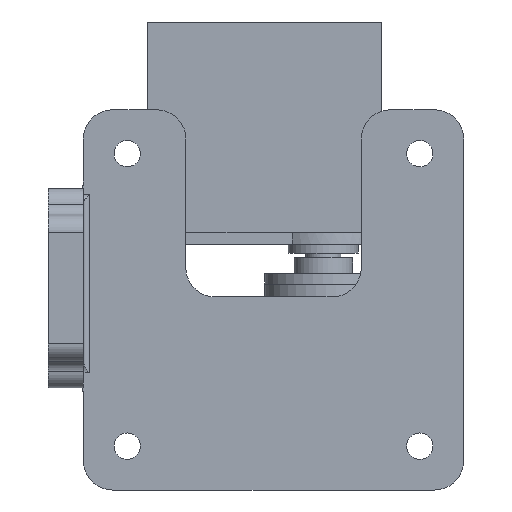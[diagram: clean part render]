
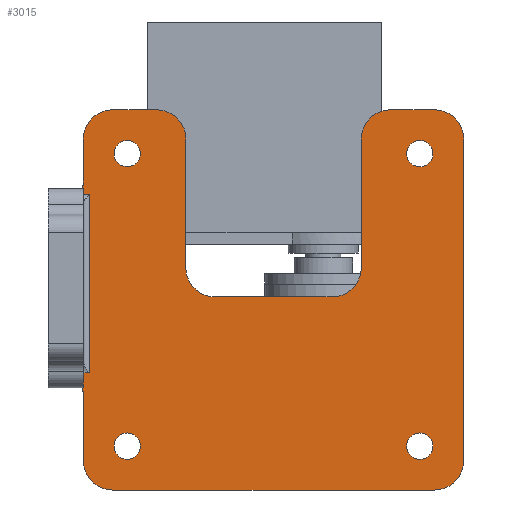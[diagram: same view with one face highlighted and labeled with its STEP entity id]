
A CAD part, front view. The second image highlights one B-rep face of the part: STEP entity #3015.
In plain terms, the highlighted planar face has unit normal (0, -1, 0).
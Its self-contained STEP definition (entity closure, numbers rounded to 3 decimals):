
#435=FACE_BOUND('',#3909,.T.);
#436=FACE_BOUND('',#3910,.T.);
#437=FACE_BOUND('',#3911,.T.);
#438=FACE_BOUND('',#3912,.T.);
#439=FACE_BOUND('',#3913,.T.);
#688=CIRCLE('',#9037,2.25);
#689=CIRCLE('',#9038,2.25);
#690=CIRCLE('',#9039,2.25);
#691=CIRCLE('',#9040,2.25);
#692=CIRCLE('',#9041,6.);
#693=CIRCLE('',#9042,5.);
#694=CIRCLE('',#9043,5.);
#695=CIRCLE('',#9044,5.);
#696=CIRCLE('',#9045,5.);
#697=CIRCLE('',#9046,5.);
#698=CIRCLE('',#9047,5.);
#699=CIRCLE('',#9048,5.);
#700=CIRCLE('',#9049,5.);
#701=CIRCLE('',#9050,6.);
#964=PLANE('',#9051);
#1320=LINE('',#12594,#2189);
#1322=LINE('',#12598,#2191);
#1325=LINE('',#12604,#2194);
#1329=LINE('',#12612,#2198);
#1331=LINE('',#12624,#2200);
#1332=LINE('',#12626,#2201);
#1333=LINE('',#12628,#2202);
#1334=LINE('',#12633,#2203);
#1335=LINE('',#12637,#2204);
#1336=LINE('',#12642,#2205);
#1337=LINE('',#12646,#2206);
#1338=LINE('',#12650,#2207);
#2189=VECTOR('',#10006,1.);
#2191=VECTOR('',#10010,1.);
#2194=VECTOR('',#10015,1.);
#2198=VECTOR('',#10021,1.);
#2200=VECTOR('',#10033,1.);
#2201=VECTOR('',#10034,1.);
#2202=VECTOR('',#10035,1.);
#2203=VECTOR('',#10040,1.);
#2204=VECTOR('',#10043,1.);
#2205=VECTOR('',#10048,1.);
#2206=VECTOR('',#10051,1.);
#2207=VECTOR('',#10054,1.);
#3015=ADVANCED_FACE('',(#435,#436,#437,#438,#439),#964,.F.);
#3909=EDGE_LOOP('',(#4687));
#3910=EDGE_LOOP('',(#4688));
#3911=EDGE_LOOP('',(#4689));
#3912=EDGE_LOOP('',(#4690));
#3913=EDGE_LOOP('',(#4691,#4692,#4693,#4694,#4695,#4696,#4697,#4698,#4699,
#4700,#4701,#4702,#4703,#4704,#4705,#4706,#4707,#4708,#4709,#4710,#4711,
#4712));
#4687=ORIENTED_EDGE('',*,*,#7873,.T.);
#4688=ORIENTED_EDGE('',*,*,#7874,.T.);
#4689=ORIENTED_EDGE('',*,*,#7875,.T.);
#4690=ORIENTED_EDGE('',*,*,#7876,.T.);
#4691=ORIENTED_EDGE('',*,*,#7877,.T.);
#4692=ORIENTED_EDGE('',*,*,#7878,.T.);
#4693=ORIENTED_EDGE('',*,*,#7879,.T.);
#4694=ORIENTED_EDGE('',*,*,#7880,.T.);
#4695=ORIENTED_EDGE('',*,*,#7864,.F.);
#4696=ORIENTED_EDGE('',*,*,#7881,.T.);
#4697=ORIENTED_EDGE('',*,*,#7882,.F.);
#4698=ORIENTED_EDGE('',*,*,#7883,.T.);
#4699=ORIENTED_EDGE('',*,*,#7884,.F.);
#4700=ORIENTED_EDGE('',*,*,#7885,.T.);
#4701=ORIENTED_EDGE('',*,*,#7871,.F.);
#4702=ORIENTED_EDGE('',*,*,#7886,.T.);
#4703=ORIENTED_EDGE('',*,*,#7887,.F.);
#4704=ORIENTED_EDGE('',*,*,#7888,.T.);
#4705=ORIENTED_EDGE('',*,*,#7889,.F.);
#4706=ORIENTED_EDGE('',*,*,#7890,.T.);
#4707=ORIENTED_EDGE('',*,*,#7891,.F.);
#4708=ORIENTED_EDGE('',*,*,#7892,.T.);
#4709=ORIENTED_EDGE('',*,*,#7867,.F.);
#4710=ORIENTED_EDGE('',*,*,#7893,.T.);
#4711=ORIENTED_EDGE('',*,*,#7862,.F.);
#4712=ORIENTED_EDGE('',*,*,#7894,.T.);
#6900=VERTEX_POINT('',#12286);
#7003=VERTEX_POINT('',#12593);
#7004=VERTEX_POINT('',#12595);
#7005=VERTEX_POINT('',#12599);
#7006=VERTEX_POINT('',#12600);
#7007=VERTEX_POINT('',#12605);
#7008=VERTEX_POINT('',#12606);
#7009=VERTEX_POINT('',#12611);
#7010=VERTEX_POINT('',#12613);
#7011=VERTEX_POINT('',#12617);
#7012=VERTEX_POINT('',#12619);
#7013=VERTEX_POINT('',#12621);
#7014=VERTEX_POINT('',#12623);
#7015=VERTEX_POINT('',#12625);
#7016=VERTEX_POINT('',#12627);
#7017=VERTEX_POINT('',#12629);
#7018=VERTEX_POINT('',#12632);
#7019=VERTEX_POINT('',#12634);
#7020=VERTEX_POINT('',#12636);
#7021=VERTEX_POINT('',#12638);
#7022=VERTEX_POINT('',#12641);
#7023=VERTEX_POINT('',#12643);
#7024=VERTEX_POINT('',#12645);
#7025=VERTEX_POINT('',#12647);
#7026=VERTEX_POINT('',#12649);
#7027=VERTEX_POINT('',#12651);
#7862=EDGE_CURVE('',#7003,#7004,#1320,.T.);
#7864=EDGE_CURVE('',#7005,#7006,#1322,.T.);
#7867=EDGE_CURVE('',#7007,#7008,#1325,.T.);
#7871=EDGE_CURVE('',#7009,#7010,#1329,.T.);
#7873=EDGE_CURVE('',#7011,#7011,#688,.T.);
#7874=EDGE_CURVE('',#7012,#7012,#689,.T.);
#7875=EDGE_CURVE('',#7013,#7013,#690,.T.);
#7876=EDGE_CURVE('',#7014,#7014,#691,.T.);
#7877=EDGE_CURVE('',#6900,#7015,#1331,.T.);
#7878=EDGE_CURVE('',#7015,#7016,#1332,.T.);
#7879=EDGE_CURVE('',#7016,#7017,#1333,.T.);
#7880=EDGE_CURVE('',#7017,#7006,#692,.T.);
#7881=EDGE_CURVE('',#7005,#7018,#693,.T.);
#7882=EDGE_CURVE('',#7019,#7018,#1334,.T.);
#7883=EDGE_CURVE('',#7019,#7020,#694,.T.);
#7884=EDGE_CURVE('',#7021,#7020,#1335,.T.);
#7885=EDGE_CURVE('',#7021,#7010,#695,.T.);
#7886=EDGE_CURVE('',#7009,#7022,#696,.T.);
#7887=EDGE_CURVE('',#7023,#7022,#1336,.T.);
#7888=EDGE_CURVE('',#7023,#7024,#697,.T.);
#7889=EDGE_CURVE('',#7025,#7024,#1337,.T.);
#7890=EDGE_CURVE('',#7025,#7026,#698,.T.);
#7891=EDGE_CURVE('',#7027,#7026,#1338,.T.);
#7892=EDGE_CURVE('',#7027,#7008,#699,.T.);
#7893=EDGE_CURVE('',#7007,#7004,#700,.T.);
#7894=EDGE_CURVE('',#7003,#6900,#701,.T.);
#9037=AXIS2_PLACEMENT_3D('',#12616,#10025,#10026);
#9038=AXIS2_PLACEMENT_3D('',#12618,#10027,#10028);
#9039=AXIS2_PLACEMENT_3D('',#12620,#10029,#10030);
#9040=AXIS2_PLACEMENT_3D('',#12622,#10031,#10032);
#9041=AXIS2_PLACEMENT_3D('',#12630,#10036,#10037);
#9042=AXIS2_PLACEMENT_3D('',#12631,#10038,#10039);
#9043=AXIS2_PLACEMENT_3D('',#12635,#10041,#10042);
#9044=AXIS2_PLACEMENT_3D('',#12639,#10044,#10045);
#9045=AXIS2_PLACEMENT_3D('',#12640,#10046,#10047);
#9046=AXIS2_PLACEMENT_3D('',#12644,#10049,#10050);
#9047=AXIS2_PLACEMENT_3D('',#12648,#10052,#10053);
#9048=AXIS2_PLACEMENT_3D('',#12652,#10055,#10056);
#9049=AXIS2_PLACEMENT_3D('',#12653,#10057,#10058);
#9050=AXIS2_PLACEMENT_3D('',#12654,#10059,#10060);
#9051=AXIS2_PLACEMENT_3D('',#12655,#10061,#10062);
#10006=DIRECTION('',(0.,0.,1.));
#10010=DIRECTION('',(0.,0.,1.));
#10015=DIRECTION('',(1.,0.,0.));
#10021=DIRECTION('',(1.,0.,0.));
#10025=DIRECTION('',(0.,1.,0.));
#10026=DIRECTION('',(1.,0.,0.));
#10027=DIRECTION('',(0.,1.,0.));
#10028=DIRECTION('',(1.,0.,0.));
#10029=DIRECTION('',(0.,1.,0.));
#10030=DIRECTION('',(1.,0.,0.));
#10031=DIRECTION('',(0.,1.,0.));
#10032=DIRECTION('',(1.,0.,0.));
#10033=DIRECTION('',(1.,0.,0.));
#10034=DIRECTION('',(0.,0.,-1.));
#10035=DIRECTION('',(-1.,0.,0.));
#10036=DIRECTION('',(0.,1.,0.));
#10037=DIRECTION('',(0.,0.,1.));
#10038=DIRECTION('',(0.,-1.,0.));
#10039=DIRECTION('',(0.,0.,1.));
#10040=DIRECTION('',(-1.,0.,0.));
#10041=DIRECTION('',(0.,-1.,0.));
#10042=DIRECTION('',(0.,0.,1.));
#10043=DIRECTION('',(0.,0.,-1.));
#10044=DIRECTION('',(0.,-1.,0.));
#10045=DIRECTION('',(0.,0.,1.));
#10046=DIRECTION('',(0.,-1.,0.));
#10047=DIRECTION('',(0.,0.,1.));
#10048=DIRECTION('',(0.,0.,1.));
#10049=DIRECTION('',(0.,1.,0.));
#10050=DIRECTION('',(0.,0.,1.));
#10051=DIRECTION('',(1.,0.,0.));
#10052=DIRECTION('',(0.,1.,0.));
#10053=DIRECTION('',(0.,0.,1.));
#10054=DIRECTION('',(0.,0.,-1.));
#10055=DIRECTION('',(0.,-1.,0.));
#10056=DIRECTION('',(0.,0.,1.));
#10057=DIRECTION('',(0.,-1.,0.));
#10058=DIRECTION('',(0.,0.,1.));
#10059=DIRECTION('',(0.,1.,0.));
#10060=DIRECTION('',(0.,0.,1.));
#10061=DIRECTION('',(0.,1.,0.));
#10062=DIRECTION('',(0.,0.,1.));
#12286=CARTESIAN_POINT('',(-33.075,-3.,33.436));
#12593=CARTESIAN_POINT('',(-32.5,-3.,36.));
#12594=CARTESIAN_POINT('',(-32.5,-3.,-17.));
#12595=CARTESIAN_POINT('',(-32.5,-3.,43.));
#12598=CARTESIAN_POINT('',(-32.5,-3.,-17.));
#12599=CARTESIAN_POINT('',(-32.5,-3.,-12.));
#12600=CARTESIAN_POINT('',(-32.5,-3.,-1.));
#12604=CARTESIAN_POINT('',(-32.5,-3.,48.));
#12605=CARTESIAN_POINT('',(-27.5,-3.,48.));
#12606=CARTESIAN_POINT('',(-20.,-3.,48.));
#12611=CARTESIAN_POINT('',(20.,-3.,48.));
#12612=CARTESIAN_POINT('',(-32.5,-3.,48.));
#12613=CARTESIAN_POINT('',(27.5,-3.,48.));
#12616=CARTESIAN_POINT('',(25.,-3.,40.5));
#12617=CARTESIAN_POINT('',(27.25,-3.,40.5));
#12618=CARTESIAN_POINT('',(25.,-3.,-9.5));
#12619=CARTESIAN_POINT('',(27.25,-3.,-9.5));
#12620=CARTESIAN_POINT('',(-25.,-3.,40.5));
#12621=CARTESIAN_POINT('',(-22.75,-3.,40.5));
#12622=CARTESIAN_POINT('',(-25.,-3.,-9.5));
#12623=CARTESIAN_POINT('',(-22.75,-3.,-9.5));
#12624=CARTESIAN_POINT('',(-38.5,-3.,33.436));
#12625=CARTESIAN_POINT('',(-31.5,-3.,33.436));
#12626=CARTESIAN_POINT('',(-31.5,-3.,3.));
#12627=CARTESIAN_POINT('',(-31.5,-3.,3.));
#12628=CARTESIAN_POINT('',(-38.5,-3.,3.));
#12629=CARTESIAN_POINT('',(-34.028,-3.,3.));
#12630=CARTESIAN_POINT('',(-38.5,-3.,-1.));
#12631=CARTESIAN_POINT('',(-27.5,-3.,-12.));
#12632=CARTESIAN_POINT('',(-27.5,-3.,-17.));
#12633=CARTESIAN_POINT('',(32.5,-3.,-17.));
#12634=CARTESIAN_POINT('',(27.5,-3.,-17.));
#12635=CARTESIAN_POINT('',(27.5,-3.,-12.));
#12636=CARTESIAN_POINT('',(32.5,-3.,-12.));
#12637=CARTESIAN_POINT('',(32.5,-3.,48.));
#12638=CARTESIAN_POINT('',(32.5,-3.,43.));
#12639=CARTESIAN_POINT('',(27.5,-3.,43.));
#12640=CARTESIAN_POINT('',(20.,-3.,43.));
#12641=CARTESIAN_POINT('',(15.,-3.,43.));
#12642=CARTESIAN_POINT('',(15.,-3.,16.));
#12643=CARTESIAN_POINT('',(15.,-3.,21.));
#12644=CARTESIAN_POINT('',(10.,-3.,21.));
#12645=CARTESIAN_POINT('',(10.,-3.,16.));
#12646=CARTESIAN_POINT('',(-15.,-3.,16.));
#12647=CARTESIAN_POINT('',(-10.,-3.,16.));
#12648=CARTESIAN_POINT('',(-10.,-3.,21.));
#12649=CARTESIAN_POINT('',(-15.,-3.,21.));
#12650=CARTESIAN_POINT('',(-15.,-3.,51.));
#12651=CARTESIAN_POINT('',(-15.,-3.,43.));
#12652=CARTESIAN_POINT('',(-20.,-3.,43.));
#12653=CARTESIAN_POINT('',(-27.5,-3.,43.));
#12654=CARTESIAN_POINT('',(-38.5,-3.,36.));
#12655=CARTESIAN_POINT('',(-25.,-3.,-9.5));
